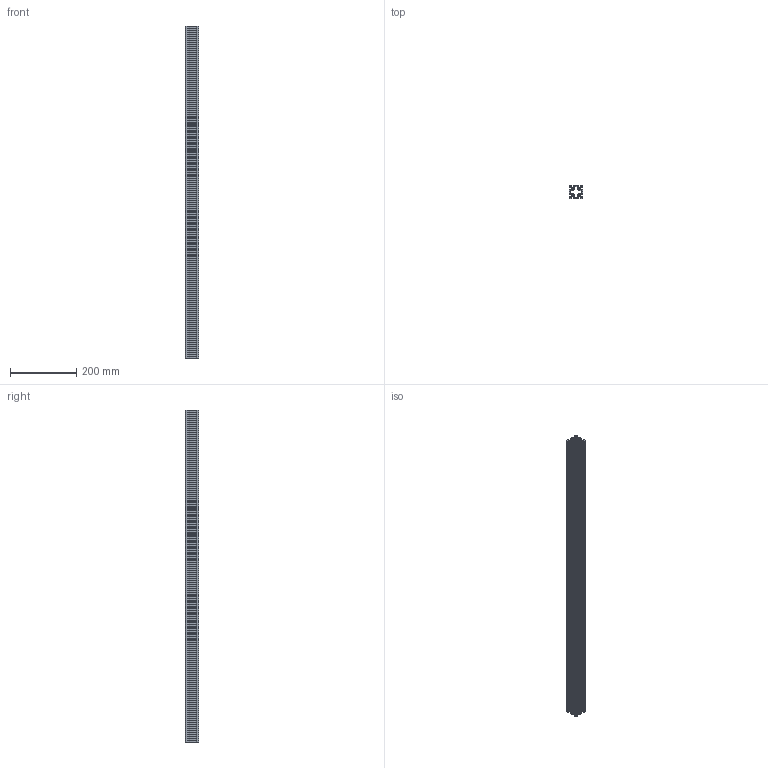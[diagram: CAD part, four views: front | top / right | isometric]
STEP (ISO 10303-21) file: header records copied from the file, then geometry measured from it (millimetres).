
FILE_DESCRIPTION (( 'STEP AP214' ), '1' );
FILE_NAME ('244 Êîíñòðóêöèîííûé ïðîôèëü 40õ40.STEP', '2014-12-18T09:31:58', ( 'XTreme.ws' ), ( 'XTreme.ws' ), 'SwSTEP 2.0', 'SolidWorks 2014', '' );
FILE_SCHEMA (( 'AUTOMOTIVE_DESIGN' ));
Length unit declared in the file: millimetre
Products named in the file (2): 244 Êîíñòðóêöèîííûé ïðîôèëü 40õ40
Bounding box: 40 x 40 x 1000 mm (x, y, z)
Volume: 505356.4 mm3; surface area: 461129.8 mm2
Topology: 1 solids, 1 shells, 286 faces, 852 edges, 568 vertices
Faces by surface type: cylinder 144, plane 142
Entity records: 9753 total; most frequent: DIRECTION 1716, CARTESIAN_POINT 1708, ORIENTED_EDGE 1704, EDGE_CURVE 852, AXIS2_PLACEMENT_3D 576, VERTEX_POINT 568, LINE 564, VECTOR 564
